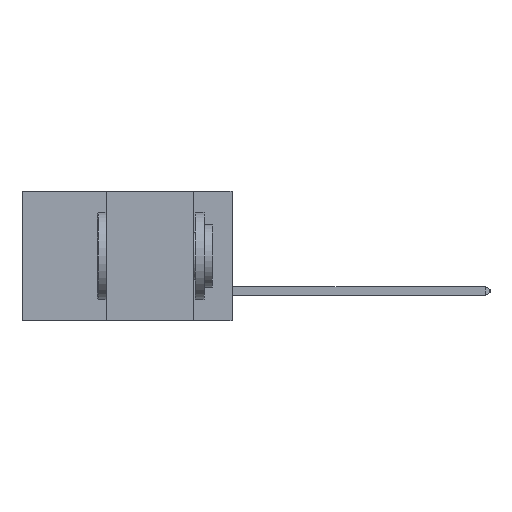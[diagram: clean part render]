
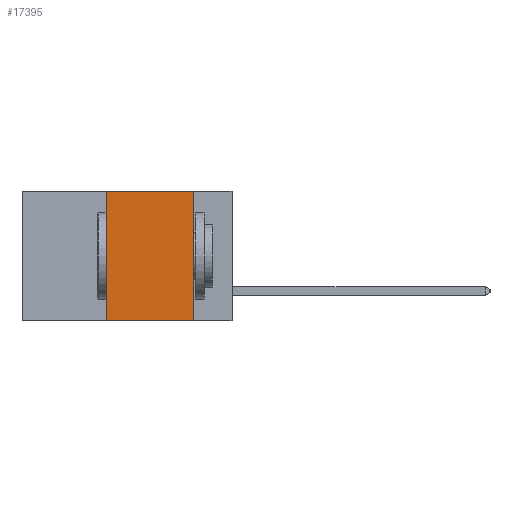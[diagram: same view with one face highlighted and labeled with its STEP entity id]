
A CAD part, left-side view. The second image highlights one B-rep face of the part: STEP entity #17395.
In plain terms, the highlighted planar face has unit normal (-1, 0, 0).
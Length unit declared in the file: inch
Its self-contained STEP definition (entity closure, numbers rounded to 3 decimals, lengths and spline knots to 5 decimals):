
#907 = VECTOR ( 'NONE', #14686, 39.37008 ) ;
#1623 = LINE ( 'NONE', #3077, #7507 ) ;
#2370 = DIRECTION ( 'NONE',  ( 0., -1., 0. ) ) ;
#3077 = CARTESIAN_POINT ( 'NONE',  ( 0., 0.6, 0. ) ) ;
#3190 = VERTEX_POINT ( 'NONE', #13853 ) ;
#5410 = LINE ( 'NONE', #31068, #31029 ) ;
#5593 = DIRECTION ( 'NONE',  ( 0., -1., 0. ) ) ;
#7240 = CARTESIAN_POINT ( 'NONE',  ( 0., 0.36, -0.37 ) ) ;
#7507 = VECTOR ( 'NONE', #5593, 39.37008 ) ;
#8360 = ORIENTED_EDGE ( 'NONE', *, *, #14969, .T. ) ;
#9826 = CARTESIAN_POINT ( 'NONE',  ( 0., 0.6, 0. ) ) ;
#10192 = EDGE_CURVE ( 'NONE', #26148, #3190, #20820, .T. ) ;
#11034 = EDGE_CURVE ( 'NONE', #3190, #14692, #1623, .T. ) ;
#12194 = CARTESIAN_POINT ( 'NONE',  ( 0., 0.36, 0. ) ) ;
#12326 = DIRECTION ( 'NONE',  ( 0., 0., -1. ) ) ;
#12333 = CARTESIAN_POINT ( 'NONE',  ( 0., 0.6, -0.37 ) ) ;
#13744 = DIRECTION ( 'NONE',  ( 0., 0., -1. ) ) ;
#13853 = CARTESIAN_POINT ( 'NONE',  ( 0., 0.36, 0. ) ) ;
#14686 = DIRECTION ( 'NONE',  ( 0., 0., 1. ) ) ;
#14692 = VERTEX_POINT ( 'NONE', #30975 ) ;
#14969 = EDGE_CURVE ( 'NONE', #26148, #30716, #28961, .T. ) ;
#17395 = ADVANCED_FACE ( 'NONE', ( #20278 ), #29548, .F. ) ;
#17602 = CARTESIAN_POINT ( 'NONE',  ( 0., 0.11, -0.37 ) ) ;
#17955 = AXIS2_PLACEMENT_3D ( 'NONE', #9826, #27199, #12326 ) ;
#18975 = EDGE_CURVE ( 'NONE', #14692, #30716, #5410, .T. ) ;
#20278 = FACE_OUTER_BOUND ( 'NONE', #25120, .T. ) ;
#20383 = ORIENTED_EDGE ( 'NONE', *, *, #11034, .F. ) ;
#20820 = LINE ( 'NONE', #12194, #907 ) ;
#22387 = VECTOR ( 'NONE', #2370, 39.37008 ) ;
#25120 = EDGE_LOOP ( 'NONE', ( #30421, #20383, #30043, #8360 ) ) ;
#26148 = VERTEX_POINT ( 'NONE', #7240 ) ;
#27199 = DIRECTION ( 'NONE',  ( 1., 0., 0. ) ) ;
#28961 = LINE ( 'NONE', #12333, #22387 ) ;
#29548 = PLANE ( 'NONE',  #17955 ) ;
#30043 = ORIENTED_EDGE ( 'NONE', *, *, #10192, .F. ) ;
#30421 = ORIENTED_EDGE ( 'NONE', *, *, #18975, .F. ) ;
#30716 = VERTEX_POINT ( 'NONE', #17602 ) ;
#30975 = CARTESIAN_POINT ( 'NONE',  ( 0., 0.11, 0. ) ) ;
#31029 = VECTOR ( 'NONE', #13744, 39.37008 ) ;
#31068 = CARTESIAN_POINT ( 'NONE',  ( 0., 0.11, 0. ) ) ;
